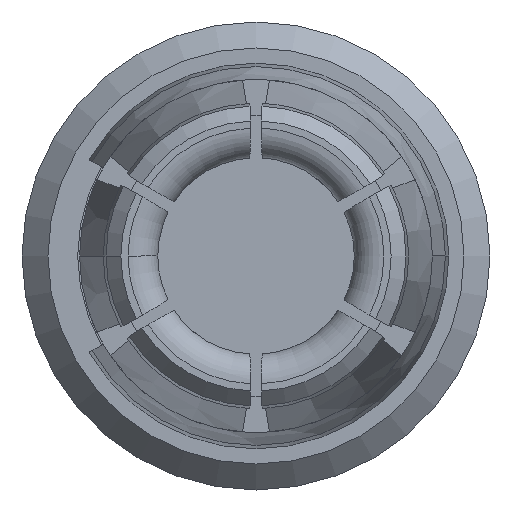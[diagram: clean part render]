
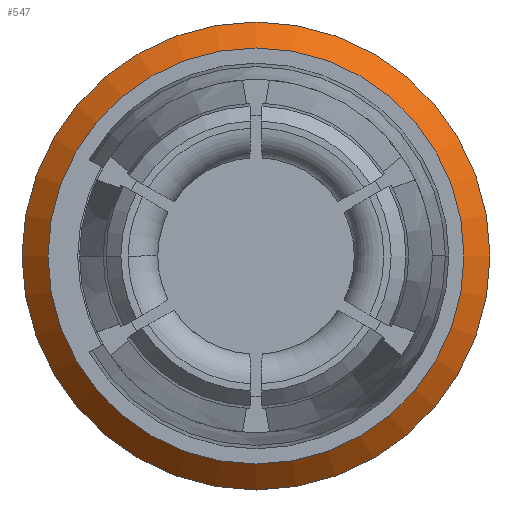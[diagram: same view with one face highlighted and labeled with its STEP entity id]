
A CAD part, front view. The second image highlights one B-rep face of the part: STEP entity #547.
In plain terms, the highlighted conical face has half-angle 45 degrees and reference radius 3.15 mm.
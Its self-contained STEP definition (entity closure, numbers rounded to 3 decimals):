
#208=CONICAL_SURFACE('',#1926,3.15,45.);
#398=LINE('',#3234,#453);
#453=VECTOR('',#2254,1.);
#547=ADVANCED_FACE('F9',(#675),#208,.T.);
#675=FACE_OUTER_BOUND('',#774,.T.);
#774=EDGE_LOOP('',(#1210,#1211,#1212,#1213));
#1210=ORIENTED_EDGE('',*,*,#1682,.T.);
#1211=ORIENTED_EDGE('',*,*,#1683,.F.);
#1212=ORIENTED_EDGE('',*,*,#1682,.F.);
#1213=ORIENTED_EDGE('',*,*,#1681,.F.);
#1447=VERTEX_POINT('',#3232);
#1448=VERTEX_POINT('',#3235);
#1681=EDGE_CURVE('E69',#1447,#1447,#1777,.T.);
#1682=EDGE_CURVE('E68',#1447,#1448,#398,.T.);
#1683=EDGE_CURVE('E67',#1448,#1448,#1778,.T.);
#1777=CIRCLE('',#1923,2.8);
#1778=CIRCLE('',#1925,3.15);
#1923=AXIS2_PLACEMENT_3D('',#3231,#2250,#2251);
#1925=AXIS2_PLACEMENT_3D('',#3236,#2255,#2256);
#1926=AXIS2_PLACEMENT_3D('',#3237,#2257,#2258);
#2250=DIRECTION('',(0.,-1.,0.));
#2251=DIRECTION('',(0.,0.,-1.));
#2254=DIRECTION('',(0.707,0.707,0.));
#2255=DIRECTION('',(0.,1.,0.));
#2256=DIRECTION('',(0.,0.,1.));
#2257=DIRECTION('',(0.,1.,0.));
#2258=DIRECTION('',(-1.,0.,0.));
#3231=CARTESIAN_POINT('',(-0.174,3.6,0.));
#3232=CARTESIAN_POINT('',(2.626,3.6,0.));
#3234=CARTESIAN_POINT('',(2.801,3.775,0.));
#3235=CARTESIAN_POINT('',(2.976,3.95,0.));
#3236=CARTESIAN_POINT('',(-0.174,3.95,0.));
#3237=CARTESIAN_POINT('',(-0.174,3.95,0.));
